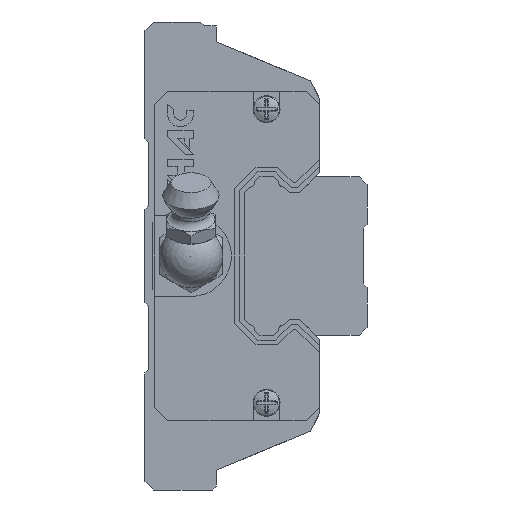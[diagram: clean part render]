
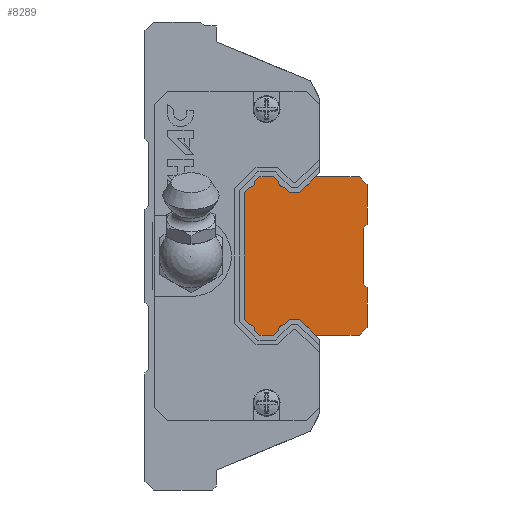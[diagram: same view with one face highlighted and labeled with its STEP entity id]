
A CAD part, left-side view. The second image highlights one B-rep face of the part: STEP entity #8289.
In plain terms, the highlighted planar face has unit normal (-1, 0, 0).
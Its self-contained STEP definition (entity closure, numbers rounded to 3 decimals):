
#148=CIRCLE('',#8807,0.654);
#152=CIRCLE('',#8827,0.654);
#154=CIRCLE('',#8833,0.654);
#164=CIRCLE('',#8847,0.654);
#567=ORIENTED_EDGE('',*,*,#2792,.F.);
#568=ORIENTED_EDGE('',*,*,#2921,.T.);
#569=ORIENTED_EDGE('',*,*,#2918,.F.);
#570=ORIENTED_EDGE('',*,*,#2872,.F.);
#571=ORIENTED_EDGE('',*,*,#2867,.F.);
#572=ORIENTED_EDGE('',*,*,#2864,.T.);
#573=ORIENTED_EDGE('',*,*,#2861,.F.);
#574=ORIENTED_EDGE('',*,*,#2858,.F.);
#575=ORIENTED_EDGE('',*,*,#2855,.F.);
#576=ORIENTED_EDGE('',*,*,#2852,.T.);
#577=ORIENTED_EDGE('',*,*,#2849,.F.);
#578=ORIENTED_EDGE('',*,*,#2846,.F.);
#579=ORIENTED_EDGE('',*,*,#2843,.F.);
#580=ORIENTED_EDGE('',*,*,#2840,.F.);
#581=ORIENTED_EDGE('',*,*,#2837,.F.);
#582=ORIENTED_EDGE('',*,*,#2834,.F.);
#583=ORIENTED_EDGE('',*,*,#2831,.F.);
#584=ORIENTED_EDGE('',*,*,#2828,.F.);
#585=ORIENTED_EDGE('',*,*,#2823,.F.);
#586=ORIENTED_EDGE('',*,*,#2820,.F.);
#587=ORIENTED_EDGE('',*,*,#2817,.F.);
#588=ORIENTED_EDGE('',*,*,#2814,.F.);
#589=ORIENTED_EDGE('',*,*,#2811,.F.);
#590=ORIENTED_EDGE('',*,*,#2808,.F.);
#591=ORIENTED_EDGE('',*,*,#2805,.F.);
#592=ORIENTED_EDGE('',*,*,#2802,.T.);
#593=ORIENTED_EDGE('',*,*,#2799,.F.);
#594=ORIENTED_EDGE('',*,*,#2796,.F.);
#2792=EDGE_CURVE('',#3998,#3999,#4815,.T.);
#2796=EDGE_CURVE('',#3999,#4002,#4819,.T.);
#2799=EDGE_CURVE('',#4002,#4004,#4822,.T.);
#2802=EDGE_CURVE('',#4006,#4004,#148,.T.);
#2805=EDGE_CURVE('',#4006,#4008,#4826,.T.);
#2808=EDGE_CURVE('',#4008,#4010,#4829,.T.);
#2811=EDGE_CURVE('',#4010,#4012,#4832,.T.);
#2814=EDGE_CURVE('',#4012,#4014,#4835,.T.);
#2817=EDGE_CURVE('',#4014,#4016,#4838,.T.);
#2820=EDGE_CURVE('',#4016,#4018,#4841,.T.);
#2823=EDGE_CURVE('',#4018,#4020,#4844,.T.);
#2828=EDGE_CURVE('',#4020,#4024,#4847,.T.);
#2831=EDGE_CURVE('',#4024,#4026,#4850,.T.);
#2834=EDGE_CURVE('',#4026,#4028,#4853,.T.);
#2837=EDGE_CURVE('',#4028,#4030,#4856,.T.);
#2840=EDGE_CURVE('',#4030,#4032,#4859,.T.);
#2843=EDGE_CURVE('',#4032,#4034,#4862,.T.);
#2846=EDGE_CURVE('',#4034,#4036,#4865,.T.);
#2849=EDGE_CURVE('',#4036,#4038,#4868,.T.);
#2852=EDGE_CURVE('',#4040,#4038,#152,.T.);
#2855=EDGE_CURVE('',#4040,#4042,#4872,.T.);
#2858=EDGE_CURVE('',#4042,#4044,#4875,.T.);
#2861=EDGE_CURVE('',#4044,#4046,#4878,.T.);
#2864=EDGE_CURVE('',#4048,#4046,#154,.T.);
#2867=EDGE_CURVE('',#4048,#4050,#4882,.T.);
#2872=EDGE_CURVE('',#4050,#4054,#4885,.T.);
#2918=EDGE_CURVE('',#4054,#4099,#4925,.T.);
#2921=EDGE_CURVE('',#3998,#4099,#164,.T.);
#3998=VERTEX_POINT('',#11760);
#3999=VERTEX_POINT('',#11761);
#4002=VERTEX_POINT('',#11769);
#4004=VERTEX_POINT('',#11775);
#4006=VERTEX_POINT('',#11781);
#4008=VERTEX_POINT('',#11787);
#4010=VERTEX_POINT('',#11793);
#4012=VERTEX_POINT('',#11799);
#4014=VERTEX_POINT('',#11805);
#4016=VERTEX_POINT('',#11811);
#4018=VERTEX_POINT('',#11817);
#4020=VERTEX_POINT('',#11823);
#4024=VERTEX_POINT('',#11833);
#4026=VERTEX_POINT('',#11839);
#4028=VERTEX_POINT('',#11845);
#4030=VERTEX_POINT('',#11851);
#4032=VERTEX_POINT('',#11857);
#4034=VERTEX_POINT('',#11863);
#4036=VERTEX_POINT('',#11869);
#4038=VERTEX_POINT('',#11875);
#4040=VERTEX_POINT('',#11881);
#4042=VERTEX_POINT('',#11887);
#4044=VERTEX_POINT('',#11893);
#4046=VERTEX_POINT('',#11899);
#4048=VERTEX_POINT('',#11905);
#4050=VERTEX_POINT('',#11911);
#4054=VERTEX_POINT('',#11921);
#4099=VERTEX_POINT('',#12013);
#4815=LINE('',#11759,#5814);
#4819=LINE('',#11768,#5818);
#4822=LINE('',#11774,#5821);
#4826=LINE('',#11786,#5825);
#4829=LINE('',#11792,#5828);
#4832=LINE('',#11798,#5831);
#4835=LINE('',#11804,#5834);
#4838=LINE('',#11810,#5837);
#4841=LINE('',#11816,#5840);
#4844=LINE('',#11822,#5843);
#4847=LINE('',#11832,#5846);
#4850=LINE('',#11838,#5849);
#4853=LINE('',#11844,#5852);
#4856=LINE('',#11850,#5855);
#4859=LINE('',#11856,#5858);
#4862=LINE('',#11862,#5861);
#4865=LINE('',#11868,#5864);
#4868=LINE('',#11874,#5867);
#4872=LINE('',#11886,#5871);
#4875=LINE('',#11892,#5874);
#4878=LINE('',#11898,#5877);
#4882=LINE('',#11910,#5881);
#4885=LINE('',#11920,#5884);
#4925=LINE('',#12012,#5924);
#5814=VECTOR('',#9458,1000.);
#5818=VECTOR('',#9464,1000.);
#5821=VECTOR('',#9469,1000.);
#5825=VECTOR('',#9481,1000.);
#5828=VECTOR('',#9486,1000.);
#5831=VECTOR('',#9491,1000.);
#5834=VECTOR('',#9496,1000.);
#5837=VECTOR('',#9501,1000.);
#5840=VECTOR('',#9506,1000.);
#5843=VECTOR('',#9511,1000.);
#5846=VECTOR('',#9520,1000.);
#5849=VECTOR('',#9525,1000.);
#5852=VECTOR('',#9530,1000.);
#5855=VECTOR('',#9535,1000.);
#5858=VECTOR('',#9540,1000.);
#5861=VECTOR('',#9545,1000.);
#5864=VECTOR('',#9550,1000.);
#5867=VECTOR('',#9555,1000.);
#5871=VECTOR('',#9567,1000.);
#5874=VECTOR('',#9572,1000.);
#5877=VECTOR('',#9577,1000.);
#5881=VECTOR('',#9589,1000.);
#5884=VECTOR('',#9598,1000.);
#5924=VECTOR('',#9652,1000.);
#6850=EDGE_LOOP('',(#567,#568,#569,#570,#571,#572,#573,#574,#575,#576,#577,
#578,#579,#580,#581,#582,#583,#584,#585,#586,#587,#588,#589,#590,#591,#592,
#593,#594));
#7389=FACE_BOUND('',#6850,.T.);
#7916=PLANE('',#8850);
#8289=ADVANCED_FACE('',(#7389),#7916,.F.);
#8807=AXIS2_PLACEMENT_3D('',#11780,#9474,#9475);
#8827=AXIS2_PLACEMENT_3D('',#11880,#9560,#9561);
#8833=AXIS2_PLACEMENT_3D('',#11904,#9582,#9583);
#8847=AXIS2_PLACEMENT_3D('',#12018,#9657,#9658);
#8850=AXIS2_PLACEMENT_3D('',#12021,#9663,#9664);
#9458=DIRECTION('',(0.,-0.707,0.707));
#9464=DIRECTION('',(0.,-1.,0.));
#9469=DIRECTION('',(0.,-0.707,-0.707));
#9474=DIRECTION('',(1.,0.,0.));
#9475=DIRECTION('',(0.,0.,-1.));
#9481=DIRECTION('',(0.,-0.707,-0.707));
#9486=DIRECTION('',(0.,-1.,0.));
#9491=DIRECTION('',(0.,-0.707,0.707));
#9496=DIRECTION('',(0.,-1.,0.));
#9501=DIRECTION('',(0.,-0.707,-0.707));
#9506=DIRECTION('',(0.,0.,-1.));
#9511=DIRECTION('',(0.,0.707,-0.707));
#9520=DIRECTION('',(0.,0.,-1.));
#9525=DIRECTION('',(0.,-0.707,-0.707));
#9530=DIRECTION('',(0.,0.,-1.));
#9535=DIRECTION('',(0.,0.707,-0.707));
#9540=DIRECTION('',(0.,1.,0.));
#9545=DIRECTION('',(0.,0.707,0.707));
#9550=DIRECTION('',(0.,1.,0.));
#9555=DIRECTION('',(0.,0.707,-0.707));
#9560=DIRECTION('',(1.,0.,0.));
#9561=DIRECTION('',(0.,0.,-1.));
#9567=DIRECTION('',(0.,0.707,-0.707));
#9572=DIRECTION('',(0.,1.,0.));
#9577=DIRECTION('',(0.,0.707,0.707));
#9582=DIRECTION('',(1.,0.,0.));
#9583=DIRECTION('',(0.,0.,-1.));
#9589=DIRECTION('',(0.,0.707,0.707));
#9598=DIRECTION('',(0.,0.,1.));
#9652=DIRECTION('',(0.,-0.707,0.707));
#9657=DIRECTION('',(1.,0.,0.));
#9658=DIRECTION('',(0.,0.,-1.));
#9663=DIRECTION('',(1.,0.,0.));
#9664=DIRECTION('',(0.,0.,-1.));
#11759=CARTESIAN_POINT('',(-50.,14.17,9.335));
#11760=CARTESIAN_POINT('',(-50.,14.17,9.335));
#11761=CARTESIAN_POINT('',(-50.,13.505,10.));
#11768=CARTESIAN_POINT('',(-50.,13.505,10.));
#11769=CARTESIAN_POINT('',(-50.,11.795,10.));
#11774=CARTESIAN_POINT('',(-50.,11.795,10.));
#11775=CARTESIAN_POINT('',(-50.,11.13,9.335));
#11780=CARTESIAN_POINT('',(-50.,10.476,9.324));
#11781=CARTESIAN_POINT('',(-50.,10.465,8.67));
#11786=CARTESIAN_POINT('',(-50.,10.465,8.67));
#11787=CARTESIAN_POINT('',(-50.,9.8,8.005));
#11792=CARTESIAN_POINT('',(-50.,9.8,8.005));
#11793=CARTESIAN_POINT('',(-50.,8.495,8.005));
#11798=CARTESIAN_POINT('',(-50.,8.495,8.005));
#11799=CARTESIAN_POINT('',(-50.,6.5,10.));
#11804=CARTESIAN_POINT('',(-50.,6.5,10.));
#11805=CARTESIAN_POINT('',(-50.,1.,10.));
#11810=CARTESIAN_POINT('',(-50.,1.,10.));
#11811=CARTESIAN_POINT('',(-50.,0.,9.));
#11816=CARTESIAN_POINT('',(-50.,0.,9.));
#11817=CARTESIAN_POINT('',(-50.,0.,4.));
#11822=CARTESIAN_POINT('',(-50.,0.,4.));
#11823=CARTESIAN_POINT('',(-50.,0.5,3.5));
#11832=CARTESIAN_POINT('',(-50.,0.5,3.5));
#11833=CARTESIAN_POINT('',(-50.,0.5,-3.5));
#11838=CARTESIAN_POINT('',(-50.,0.5,-3.5));
#11839=CARTESIAN_POINT('',(-50.,0.,-4.));
#11844=CARTESIAN_POINT('',(-50.,0.,-4.));
#11845=CARTESIAN_POINT('',(-50.,0.,-9.));
#11850=CARTESIAN_POINT('',(-50.,0.,-9.));
#11851=CARTESIAN_POINT('',(-50.,1.,-10.));
#11856=CARTESIAN_POINT('',(-50.,1.,-10.));
#11857=CARTESIAN_POINT('',(-50.,6.5,-10.));
#11862=CARTESIAN_POINT('',(-50.,6.5,-10.));
#11863=CARTESIAN_POINT('',(-50.,8.495,-8.005));
#11868=CARTESIAN_POINT('',(-50.,8.495,-8.005));
#11869=CARTESIAN_POINT('',(-50.,9.8,-8.005));
#11874=CARTESIAN_POINT('',(-50.,9.8,-8.005));
#11875=CARTESIAN_POINT('',(-50.,10.465,-8.67));
#11880=CARTESIAN_POINT('',(-50.,10.476,-9.324));
#11881=CARTESIAN_POINT('',(-50.,11.13,-9.335));
#11886=CARTESIAN_POINT('',(-50.,11.13,-9.335));
#11887=CARTESIAN_POINT('',(-50.,11.795,-10.));
#11892=CARTESIAN_POINT('',(-50.,11.795,-10.));
#11893=CARTESIAN_POINT('',(-50.,13.505,-10.));
#11898=CARTESIAN_POINT('',(-50.,13.505,-10.));
#11899=CARTESIAN_POINT('',(-50.,14.17,-9.335));
#11904=CARTESIAN_POINT('',(-50.,14.824,-9.324));
#11905=CARTESIAN_POINT('',(-50.,14.835,-8.67));
#11910=CARTESIAN_POINT('',(-50.,14.835,-8.67));
#11911=CARTESIAN_POINT('',(-50.,15.5,-8.005));
#11920=CARTESIAN_POINT('',(-50.,15.5,-8.005));
#11921=CARTESIAN_POINT('',(-50.,15.5,8.005));
#12012=CARTESIAN_POINT('',(-50.,15.5,8.005));
#12013=CARTESIAN_POINT('',(-50.,14.835,8.67));
#12018=CARTESIAN_POINT('',(-50.,14.824,9.324));
#12021=CARTESIAN_POINT('',(-50.,10.476,9.324));
